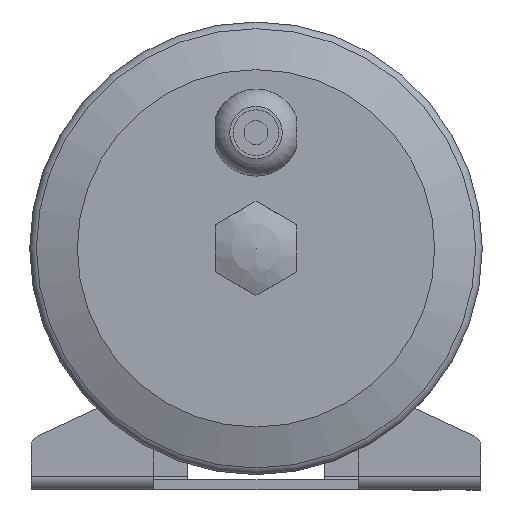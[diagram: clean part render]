
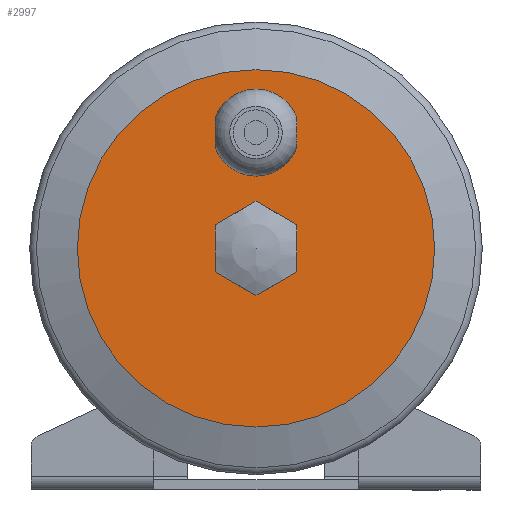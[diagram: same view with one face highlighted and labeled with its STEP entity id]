
A CAD part, left-side view. The second image highlights one B-rep face of the part: STEP entity #2997.
In plain terms, the highlighted planar face has unit normal (-1, 0, 0).
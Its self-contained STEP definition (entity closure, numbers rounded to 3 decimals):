
#43=PLANE('',#3194);
#147=LINE('',#4405,#313);
#149=LINE('',#4411,#315);
#151=LINE('',#4417,#317);
#153=LINE('',#4423,#319);
#155=LINE('',#4429,#321);
#156=LINE('',#4432,#322);
#157=LINE('',#4434,#323);
#158=LINE('',#4435,#324);
#313=VECTOR('',#3543,1000.);
#315=VECTOR('',#3549,1000.);
#317=VECTOR('',#3555,1000.);
#319=VECTOR('',#3561,1000.);
#321=VECTOR('',#3567,1000.);
#322=VECTOR('',#3572,1000.);
#323=VECTOR('',#3575,1000.);
#324=VECTOR('',#3576,1000.);
#538=ORIENTED_EDGE('',*,*,#1131,.F.);
#539=ORIENTED_EDGE('',*,*,#1170,.F.);
#540=ORIENTED_EDGE('',*,*,#1140,.F.);
#541=ORIENTED_EDGE('',*,*,#1171,.T.);
#542=ORIENTED_EDGE('',*,*,#1172,.T.);
#543=ORIENTED_EDGE('',*,*,#1169,.T.);
#544=ORIENTED_EDGE('',*,*,#1155,.T.);
#545=ORIENTED_EDGE('',*,*,#1158,.T.);
#546=ORIENTED_EDGE('',*,*,#1161,.T.);
#547=ORIENTED_EDGE('',*,*,#1164,.T.);
#548=ORIENTED_EDGE('',*,*,#1167,.T.);
#1131=EDGE_CURVE('',#1453,#1454,#1688,.T.);
#1140=EDGE_CURVE('',#1461,#1463,#1692,.T.);
#1155=EDGE_CURVE('',#1469,#1471,#147,.T.);
#1158=EDGE_CURVE('',#1471,#1473,#149,.T.);
#1161=EDGE_CURVE('',#1473,#1475,#151,.T.);
#1164=EDGE_CURVE('',#1475,#1477,#153,.T.);
#1167=EDGE_CURVE('',#1477,#1479,#155,.T.);
#1169=EDGE_CURVE('',#1479,#1469,#156,.T.);
#1170=EDGE_CURVE('',#1463,#1453,#157,.T.);
#1171=EDGE_CURVE('',#1461,#1454,#158,.T.);
#1172=EDGE_CURVE('',#1480,#1480,#1703,.T.);
#1453=VERTEX_POINT('',#4297);
#1454=VERTEX_POINT('',#4298);
#1461=VERTEX_POINT('',#4315);
#1463=VERTEX_POINT('',#4318);
#1469=VERTEX_POINT('',#4400);
#1471=VERTEX_POINT('',#4404);
#1473=VERTEX_POINT('',#4410);
#1475=VERTEX_POINT('',#4416);
#1477=VERTEX_POINT('',#4422);
#1479=VERTEX_POINT('',#4428);
#1480=VERTEX_POINT('',#4437);
#1688=CIRCLE('',#3168,12.8);
#1692=CIRCLE('',#3174,12.8);
#1703=CIRCLE('',#3195,52.5);
#1851=EDGE_LOOP('',(#538,#539,#540,#541));
#1852=EDGE_LOOP('',(#542));
#1853=EDGE_LOOP('',(#543,#544,#545,#546,#547,#548));
#2083=FACE_BOUND('',#1851,.T.);
#2084=FACE_BOUND('',#1852,.T.);
#2085=FACE_BOUND('',#1853,.T.);
#2997=ADVANCED_FACE('',(#2083,#2084,#2085),#43,.T.);
#3168=AXIS2_PLACEMENT_3D('',#4296,#3503,#3504);
#3174=AXIS2_PLACEMENT_3D('',#4317,#3520,#3521);
#3194=AXIS2_PLACEMENT_3D('',#4433,#3573,#3574);
#3195=AXIS2_PLACEMENT_3D('',#4436,#3577,#3578);
#3503=DIRECTION('',(-1.,0.,0.));
#3504=DIRECTION('',(0.,0.,1.));
#3520=DIRECTION('',(-1.,0.,0.));
#3521=DIRECTION('',(0.,0.,1.));
#3543=DIRECTION('',(0.,0.866,0.5));
#3549=DIRECTION('',(0.,0.,1.));
#3555=DIRECTION('',(0.,-0.866,0.5));
#3561=DIRECTION('',(0.,-0.866,-0.5));
#3567=DIRECTION('',(0.,0.,-1.));
#3572=DIRECTION('',(0.,0.866,-0.5));
#3573=DIRECTION('',(-1.,0.,0.));
#3574=DIRECTION('',(0.,0.,1.));
#3575=DIRECTION('',(0.,0.,-1.));
#3576=DIRECTION('',(0.,0.,-1.));
#3577=DIRECTION('',(-1.,0.,0.));
#3578=DIRECTION('',(0.,0.,1.));
#4296=CARTESIAN_POINT('',(-224.5,0.,34.));
#4297=CARTESIAN_POINT('',(-224.5,12.,29.546));
#4298=CARTESIAN_POINT('',(-224.5,-12.,29.546));
#4315=CARTESIAN_POINT('',(-224.5,-12.,38.454));
#4317=CARTESIAN_POINT('',(-224.5,0.,34.));
#4318=CARTESIAN_POINT('',(-224.5,12.,38.454));
#4400=CARTESIAN_POINT('',(-224.5,0.,-13.856));
#4404=CARTESIAN_POINT('',(-224.5,12.,-6.928));
#4405=CARTESIAN_POINT('',(-224.5,0.,-13.856));
#4410=CARTESIAN_POINT('',(-224.5,12.,6.928));
#4411=CARTESIAN_POINT('',(-224.5,12.,-6.928));
#4416=CARTESIAN_POINT('',(-224.5,0.,13.856));
#4417=CARTESIAN_POINT('',(-224.5,12.,6.928));
#4422=CARTESIAN_POINT('',(-224.5,-12.,6.928));
#4423=CARTESIAN_POINT('',(-224.5,0.,13.856));
#4428=CARTESIAN_POINT('',(-224.5,-12.,-6.928));
#4429=CARTESIAN_POINT('',(-224.5,-12.,6.928));
#4432=CARTESIAN_POINT('',(-224.5,-12.,-6.928));
#4433=CARTESIAN_POINT('',(-224.5,0.,52.5));
#4434=CARTESIAN_POINT('',(-224.5,12.,38.454));
#4435=CARTESIAN_POINT('',(-224.5,-12.,38.454));
#4436=CARTESIAN_POINT('',(-224.5,0.,0.));
#4437=CARTESIAN_POINT('',(-224.5,0.,52.5));
